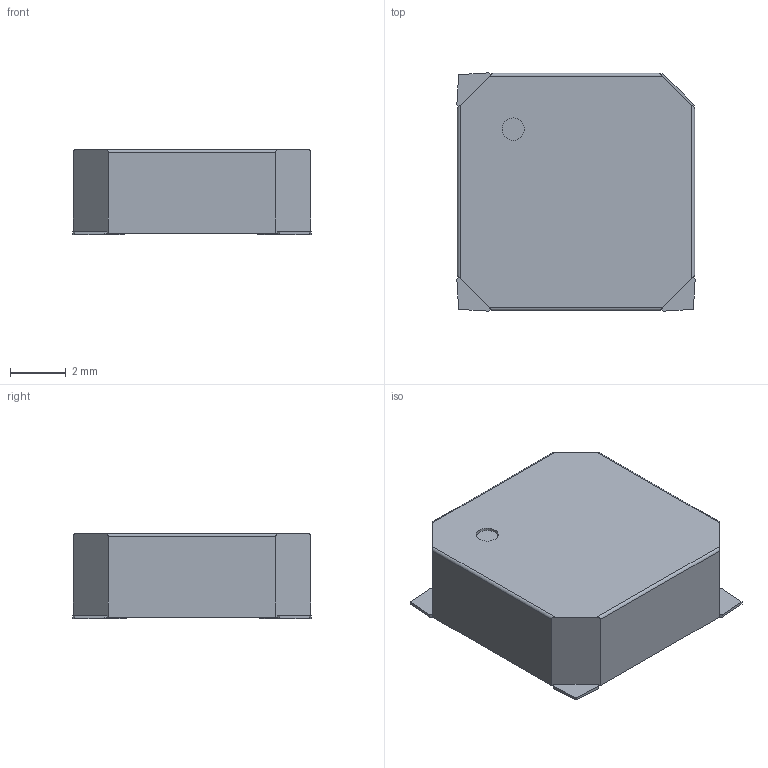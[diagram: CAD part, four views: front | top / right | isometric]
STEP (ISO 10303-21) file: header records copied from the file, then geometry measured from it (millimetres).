
FILE_DESCRIPTION(/* description */ ('model of MagneticBuzzer_Kobitone_254-EMB84Q-RO'),/* implementation_level */ '2;1');
FILE_NAME(/* name */ 'MagneticBuzzer_Kobitone_254-EMB84Q-RO.step',/* time_stamp */ '2018-11-19T23:46:35',/* author */ ('kicad StepUp','ksu'),/* organization */ ('FreeCAD'),/* preprocessor_version */ 'OCC',/* originating_system */ 'kicad StepUp',/* authorisation */ '');
FILE_SCHEMA(('AUTOMOTIVE_DESIGN { 1 0 10303 214 1 1 1 1 }'));
Length unit declared in the file: millimetre
Products named in the file (1): MagneticBuzzer_Kobitone_254_EMB84Q_RO
Bounding box: 8.54 x 8.54 x 3.05 mm (x, y, z)
Volume: 196.6 mm3; surface area: 268.3 mm2
Topology: 1 solids, 1 shells, 51 faces, 141 edges, 94 vertices
Faces by surface type: plane 46, cylinder 5
Full cylindrical faces by diameter (mm): 0.8 x1
Entity records: 1198 total; most frequent: ORIENTED_EDGE 228, CARTESIAN_POINT 166, EDGE_CURVE 141, LINE 127, VERTEX_POINT 94, AXIS2_PLACEMENT_3D 62, FACE_BOUND 53, EDGE_LOOP 53
